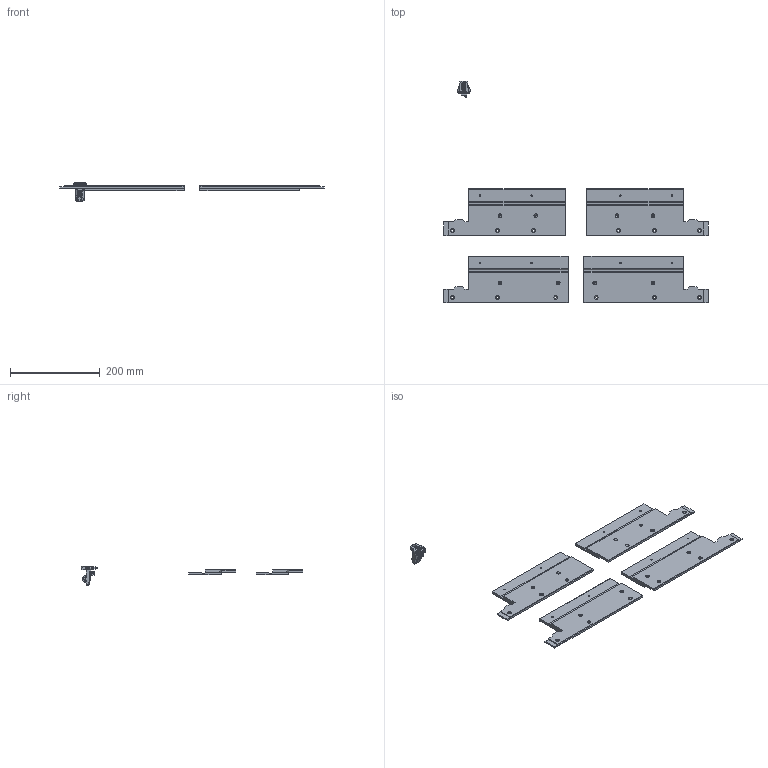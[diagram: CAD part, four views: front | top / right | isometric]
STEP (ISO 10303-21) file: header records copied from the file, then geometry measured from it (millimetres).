
FILE_DESCRIPTION(/* description */ (''),/* implementation_level */ '2;1');
FILE_NAME(/* name */ 'm1-500-plate.step',/* time_stamp */ '2023-06-25T16:24:27+02:00',/* author */ (''),/* organization */ (''),/* preprocessor_version */ 'ST-DEVELOPER v19.2',/* originating_system */ 'Autodesk Translation Framework v12.6.0.85',/* authorisation */ '');
FILE_SCHEMA (('AUTOMOTIVE_DESIGN { 1 0 10303 214 3 1 1 }'));
Length unit declared in the file: millimetre
Products named in the file (17): Maquette 1_Underplate M1 v3; 400 M1; Maquette 1_Composant378 v1 (1); Y-Axis Endstop Assembly v1; Cap Head Screw M5x10 v1; Hex Locking Nut - M5 v1; T-Nut - Drop In for 3030 - M5 v1; y_max_endstop_slider_3.1 v1; Endstop Module - Horizontal Limit Switch v1; Cap Head Screw M3x12 v1; Cap Head Screw M3x12 v1 (1); Cap Head Screw M5x12 v1; y_max_endstop_block_3.1 v1; 400 M1 refresh); Maquette 1_Composant378 v1 (1) (1); Composant15; Composant16
Assembly tree (16 placements, depth 3):
  Maquette 1_Underplate M1 v3
    400 M1
      Maquette 1_Composant378 v1 (1)
    Y-Axis Endstop Assembly v1
      Cap Head Screw M5x10 v1
      Hex Locking Nut - M5 v1
      T-Nut - Drop In for 3030 - M5 v1
      y_max_endstop_slider_3.1 v1
      Endstop Module - Horizontal Limit Switch v1
      Cap Head Screw M3x12 v1
      Cap Head Screw M3x12 v1 (1)
      Cap Head Screw M5x12 v1
      y_max_endstop_block_3.1 v1
    400 M1 refresh)
      Maquette 1_Composant378 v1 (1) (1)
      Composant15
      Composant16
Bounding box: 590 x 494.5 x 43 mm (x, y, z)
Volume: 700390.2 mm3; surface area: 296063.7 mm2
Topology: 17 solids, 17 shells, 665 faces, 1626 edges, 1020 vertices
Faces by surface type: plane 456, cylinder 134, cone 36, torus 27, sphere 10, bspline 2
Full cylindrical faces by diameter (mm): 2.9 x2, 2.927 x2, 3.2 x2, 3.3 x8, 4 x22, 4.234 x2, 4.4 x12, 4.901 x2, 5 x1, 5.3 x2, 5.5 x2, 6.4 x4, 8 x1, 8.4 x12, 8.5 x2
Entity records: 20649 total; most frequent: CARTESIAN_POINT 3952, DIRECTION 3325, ORIENTED_EDGE 3244, EDGE_CURVE 1622, LINE 1211, VECTOR 1211, AXIS2_PLACEMENT_3D 1057, VERTEX_POINT 1020
